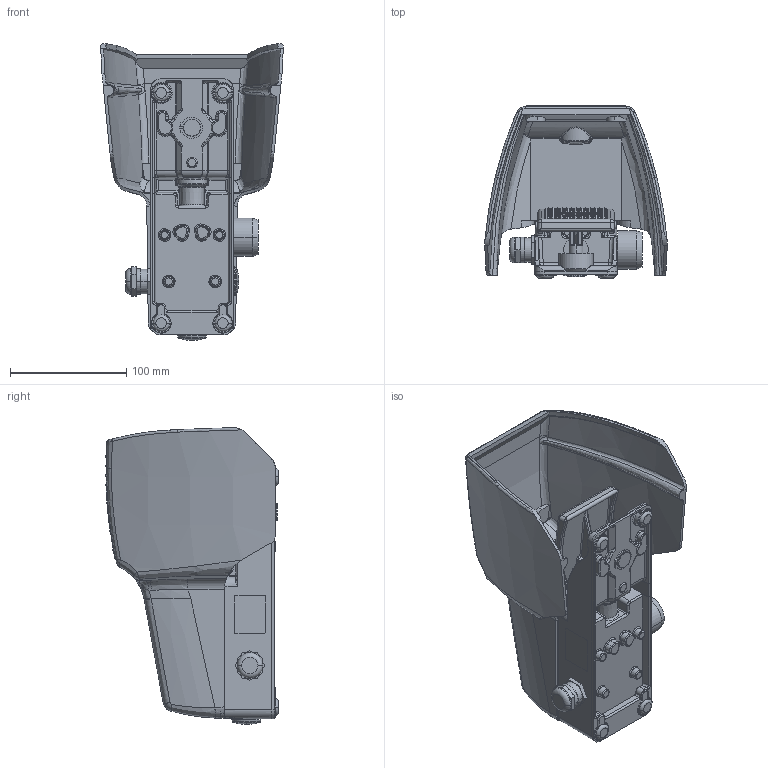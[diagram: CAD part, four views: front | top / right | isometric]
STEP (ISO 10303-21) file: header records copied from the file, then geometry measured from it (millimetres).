
FILE_DESCRIPTION((''),'2;1');
FILE_NAME('6161000626_SW0001','2012-01-11T',('Y.Storm'),(''),'PRO/ENGINEER BY PARAMETRIC TECHNOLOGY CORPORATION, 2005070','PRO/ENGINEER BY PARAMETRIC TECHNOLOGY CORPORATION, 2005070','');
FILE_SCHEMA(('AUTOMOTIVE_DESIGN_CC2 { 1 2 10303 214 -1 1 5 2 }'));
Products named in the file (1): 6161000626_SW0001
Bounding box: 157.02 x 148.5 x 255.09 mm (x, y, z)
Surface area: 257362.5 mm2 (no closed solid volume)
Topology: 0 solids, 281 shells, 2470 faces, 6421 edges, 4198 vertices
Faces by surface type: plane 1504, cylinder 438, bspline 243, torus 159, sphere 68, cone 52, extrusion 6
Entity records: 132069 total; most frequent: CARTESIAN_POINT 29527, DIRECTION 10892, ORIENTED_EDGE 10636, PRESENTATION_STYLE_ASSIGNMENT 8884, STYLED_ITEM 6447, CURVE_STYLE 6421, EDGE_CURVE 6415, FILL_AREA_STYLE_COLOUR 4479
